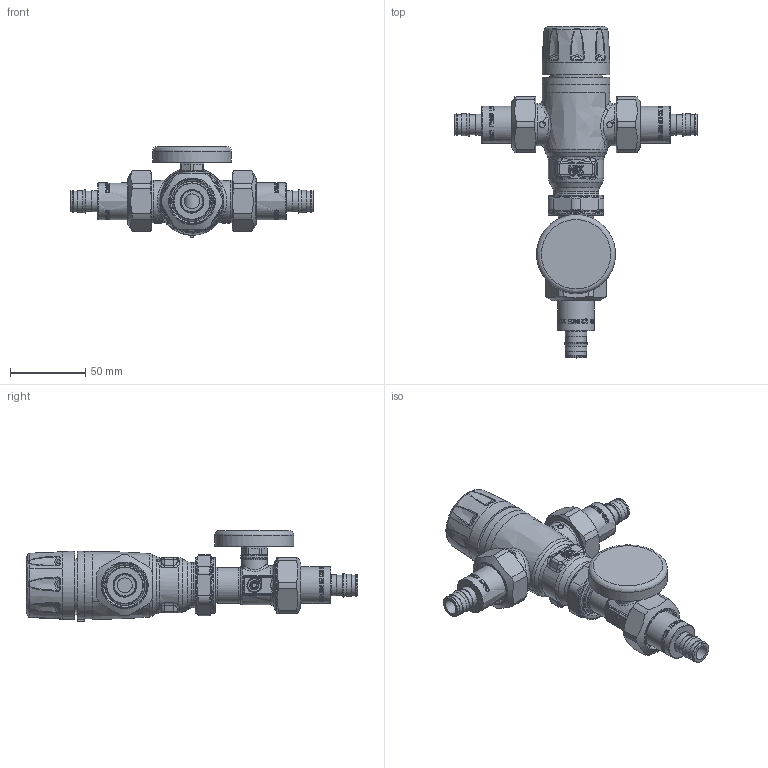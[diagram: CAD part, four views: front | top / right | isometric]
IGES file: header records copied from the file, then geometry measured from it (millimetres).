
Global section: file name: 521418A; native system: Autodesk Inventor 2024; preprocessor: unknown; author: ischreiner; date: 20250612.124132; units: inch
Bounding box: 161.02 x 220.36 x 60.36 mm (x, y, z)
Volume: 272226 mm3; surface area: 78365.2 mm2
Topology: 11 solids, 11 shells, 3290 faces, 8363 edges, 5122 vertices
Faces by surface type: bspline 3290
